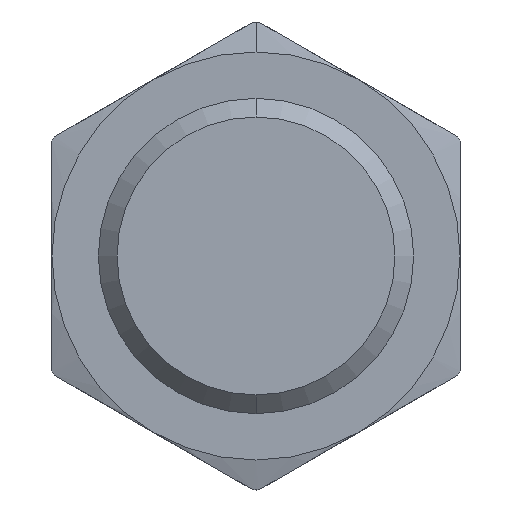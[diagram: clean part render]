
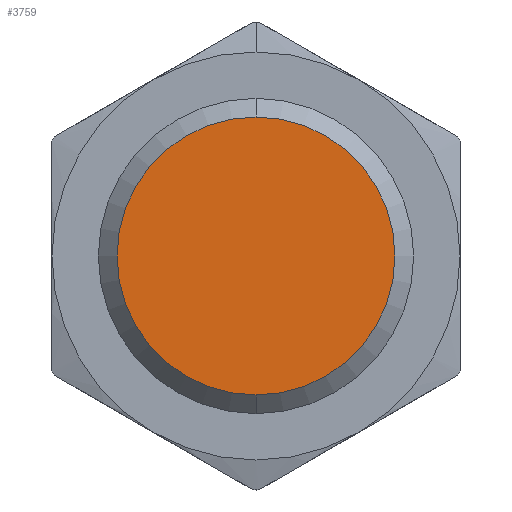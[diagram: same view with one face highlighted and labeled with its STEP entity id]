
A CAD part, front view. The second image highlights one B-rep face of the part: STEP entity #3759.
In plain terms, the highlighted planar face has unit normal (0, -1, 0).
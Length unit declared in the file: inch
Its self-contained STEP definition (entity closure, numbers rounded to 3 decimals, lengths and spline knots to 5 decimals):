
#45 = VERTEX_POINT ( 'NONE', #3932 ) ;
#181 = AXIS2_PLACEMENT_3D ( 'NONE', #3070, #3440, #1289 ) ;
#235 = EDGE_CURVE ( 'NONE', #45, #1561, #2261, .T. ) ;
#282 = AXIS2_PLACEMENT_3D ( 'NONE', #1105, #3956, #3267 ) ;
#334 = CIRCLE ( 'NONE', #1568, 0.46825 ) ;
#715 = ORIENTED_EDGE ( 'NONE', *, *, #235, .F. ) ;
#737 = ORIENTED_EDGE ( 'NONE', *, *, #2044, .F. ) ;
#762 = FACE_OUTER_BOUND ( 'NONE', #3298, .T. ) ;
#1105 = CARTESIAN_POINT ( 'NONE',  ( 0., 0., 0. ) ) ;
#1289 = DIRECTION ( 'NONE',  ( 0., 0., -1. ) ) ;
#1561 = VERTEX_POINT ( 'NONE', #1964 ) ;
#1568 = AXIS2_PLACEMENT_3D ( 'NONE', #1881, #4377, #2231 ) ;
#1881 = CARTESIAN_POINT ( 'NONE',  ( 0., 0., 0. ) ) ;
#1964 = CARTESIAN_POINT ( 'NONE',  ( 0., 0., -0.46825 ) ) ;
#1980 = PLANE ( 'NONE',  #181 ) ;
#2044 = EDGE_CURVE ( 'NONE', #1561, #45, #334, .T. ) ;
#2231 = DIRECTION ( 'NONE',  ( 0., 0., 1. ) ) ;
#2261 = CIRCLE ( 'NONE', #282, 0.46825 ) ;
#3070 = CARTESIAN_POINT ( 'NONE',  ( -0.46825, 0., 0. ) ) ;
#3267 = DIRECTION ( 'NONE',  ( 0., 0., 1. ) ) ;
#3298 = EDGE_LOOP ( 'NONE', ( #715, #737 ) ) ;
#3440 = DIRECTION ( 'NONE',  ( 0., -1., 0. ) ) ;
#3759 = ADVANCED_FACE ( 'NONE', ( #762 ), #1980, .T. ) ;
#3932 = CARTESIAN_POINT ( 'NONE',  ( 0., 0., 0.46825 ) ) ;
#3956 = DIRECTION ( 'NONE',  ( 0., 1., 0. ) ) ;
#4377 = DIRECTION ( 'NONE',  ( 0., 1., 0. ) ) ;
